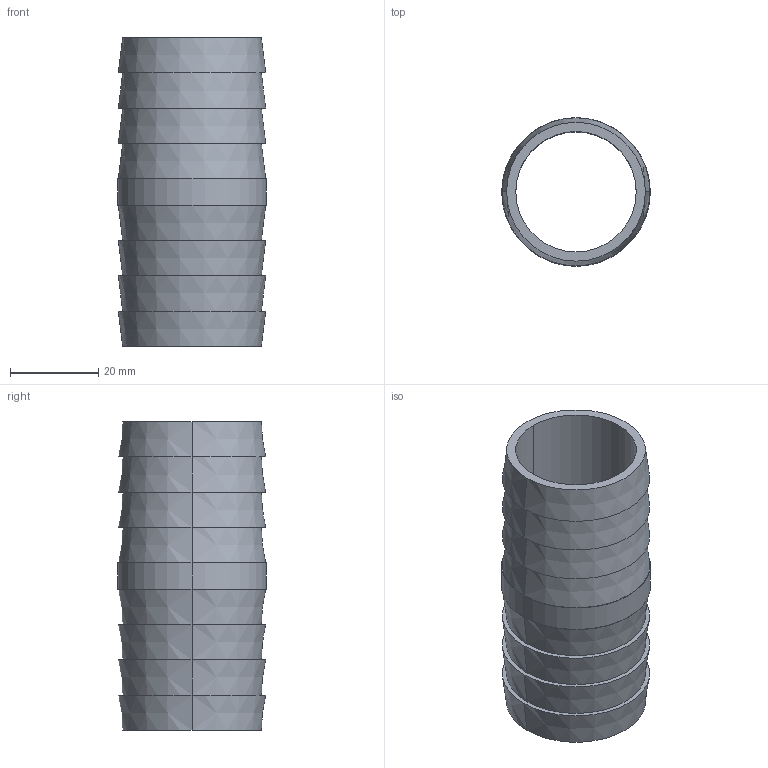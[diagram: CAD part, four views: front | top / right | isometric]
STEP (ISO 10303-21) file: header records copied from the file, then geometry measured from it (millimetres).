
FILE_DESCRIPTION (( 'STEP AP203' ), '1' );
FILE_NAME ('19-0146-06_outokumpu.step', '2015-08-12T07:37:03', ( '' ), ( '' ), 'SwSTEP 2.0', 'SolidWorks 2008', '' );
FILE_SCHEMA (( 'CONFIG_CONTROL_DESIGN' ));
Length unit declared in the file: millimetre
Products named in the file (1): 19-0146-06_outokumpu
Bounding box: 33.7 x 33.7 x 70 mm (x, y, z)
Volume: 17218 mm3; surface area: 14219.1 mm2
Topology: 1 solids, 1 shells, 30 faces, 60 edges, 40 vertices
Faces by surface type: cone 16, plane 10, cylinder 4
Entity records: 885 total; most frequent: DIRECTION 162, CARTESIAN_POINT 131, ORIENTED_EDGE 120, AXIS2_PLACEMENT_3D 71, EDGE_CURVE 60, VERTEX_POINT 40, EDGE_LOOP 40, CIRCLE 40
